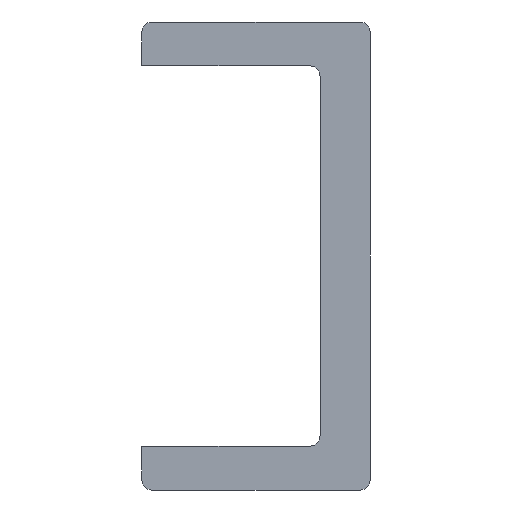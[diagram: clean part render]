
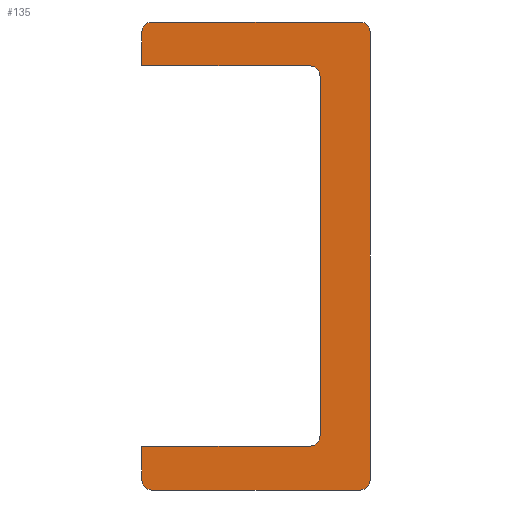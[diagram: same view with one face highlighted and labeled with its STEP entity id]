
A CAD part, front view. The second image highlights one B-rep face of the part: STEP entity #135.
In plain terms, the highlighted planar face has unit normal (0, -1, 0).
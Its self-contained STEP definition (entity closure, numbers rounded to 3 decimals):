
#135 = ADVANCED_FACE( '', ( #372 ), #373, .F. );
#372 = FACE_OUTER_BOUND( '', #861, .T. );
#373 = PLANE( '', #862 );
#861 = EDGE_LOOP( '', ( #1346, #1347, #1348, #1349, #1350, #1351, #1352, #1353, #1354, #1355, #1356, #1357, #1358, #1359 ) );
#862 = AXIS2_PLACEMENT_3D( '', #1360, #1361, #1362 );
#1346 = ORIENTED_EDGE( '', *, *, #2111, .F. );
#1347 = ORIENTED_EDGE( '', *, *, #2112, .T. );
#1348 = ORIENTED_EDGE( '', *, *, #2113, .F. );
#1349 = ORIENTED_EDGE( '', *, *, #2114, .T. );
#1350 = ORIENTED_EDGE( '', *, *, #2115, .F. );
#1351 = ORIENTED_EDGE( '', *, *, #2116, .F. );
#1352 = ORIENTED_EDGE( '', *, *, #2117, .F. );
#1353 = ORIENTED_EDGE( '', *, *, #2118, .F. );
#1354 = ORIENTED_EDGE( '', *, *, #2119, .F. );
#1355 = ORIENTED_EDGE( '', *, *, #2120, .F. );
#1356 = ORIENTED_EDGE( '', *, *, #2121, .F. );
#1357 = ORIENTED_EDGE( '', *, *, #2122, .T. );
#1358 = ORIENTED_EDGE( '', *, *, #2123, .F. );
#1359 = ORIENTED_EDGE( '', *, *, #2124, .T. );
#1360 = CARTESIAN_POINT( '', ( -10.5, 0., 21.5 ) );
#1361 = DIRECTION( '', ( 0., 1., 0. ) );
#1362 = DIRECTION( '', ( 0., 0., 1. ) );
#2111 = EDGE_CURVE( '', #2388, #2389, #2390, .T. );
#2112 = EDGE_CURVE( '', #2388, #2391, #2392, .F. );
#2113 = EDGE_CURVE( '', #2393, #2391, #2394, .T. );
#2114 = EDGE_CURVE( '', #2393, #2395, #2396, .F. );
#2115 = EDGE_CURVE( '', #2397, #2395, #2398, .T. );
#2116 = EDGE_CURVE( '', #2399, #2397, #2400, .T. );
#2117 = EDGE_CURVE( '', #2401, #2399, #2402, .T. );
#2118 = EDGE_CURVE( '', #2403, #2401, #2404, .T. );
#2119 = EDGE_CURVE( '', #2405, #2403, #2406, .T. );
#2120 = EDGE_CURVE( '', #2407, #2405, #2408, .T. );
#2121 = EDGE_CURVE( '', #2409, #2407, #2410, .T. );
#2122 = EDGE_CURVE( '', #2409, #2411, #2412, .F. );
#2123 = EDGE_CURVE( '', #2413, #2411, #2414, .T. );
#2124 = EDGE_CURVE( '', #2413, #2389, #2415, .F. );
#2388 = VERTEX_POINT( '', #2815 );
#2389 = VERTEX_POINT( '', #2816 );
#2390 = LINE( '', #2817, #2818 );
#2391 = VERTEX_POINT( '', #2819 );
#2392 = CIRCLE( '', #2820, 0.9 );
#2393 = VERTEX_POINT( '', #2821 );
#2394 = LINE( '', #2822, #2823 );
#2395 = VERTEX_POINT( '', #2824 );
#2396 = CIRCLE( '', #2825, 0.9 );
#2397 = VERTEX_POINT( '', #2826 );
#2398 = LINE( '', #2827, #2828 );
#2399 = VERTEX_POINT( '', #2829 );
#2400 = LINE( '', #2830, #2831 );
#2401 = VERTEX_POINT( '', #2832 );
#2402 = CIRCLE( '', #2833, 1. );
#2403 = VERTEX_POINT( '', #2834 );
#2404 = LINE( '', #2835, #2836 );
#2405 = VERTEX_POINT( '', #2837 );
#2406 = CIRCLE( '', #2838, 1. );
#2407 = VERTEX_POINT( '', #2839 );
#2408 = LINE( '', #2840, #2841 );
#2409 = VERTEX_POINT( '', #2842 );
#2410 = LINE( '', #2843, #2844 );
#2411 = VERTEX_POINT( '', #2845 );
#2412 = CIRCLE( '', #2846, 0.9 );
#2413 = VERTEX_POINT( '', #2847 );
#2414 = LINE( '', #2848, #2849 );
#2415 = CIRCLE( '', #2850, 0.9 );
#2815 = CARTESIAN_POINT( '', ( 10.5, 0., 20.6 ) );
#2816 = CARTESIAN_POINT( '', ( 10.5, 0., -20.6 ) );
#2817 = CARTESIAN_POINT( '', ( 10.5, 0., 21.5 ) );
#2818 = VECTOR( '', #3272, 1000. );
#2819 = CARTESIAN_POINT( '', ( 9.6, 0., 21.5 ) );
#2820 = AXIS2_PLACEMENT_3D( '', #3273, #3274, #3275 );
#2821 = CARTESIAN_POINT( '', ( -9.6, 0., 21.5 ) );
#2822 = CARTESIAN_POINT( '', ( -10.5, 0., 21.5 ) );
#2823 = VECTOR( '', #3276, 1000. );
#2824 = CARTESIAN_POINT( '', ( -10.5, 0., 20.6 ) );
#2825 = AXIS2_PLACEMENT_3D( '', #3277, #3278, #3279 );
#2826 = CARTESIAN_POINT( '', ( -10.5, 0., 17.5 ) );
#2827 = CARTESIAN_POINT( '', ( -10.5, 0., -21.5 ) );
#2828 = VECTOR( '', #3280, 1000. );
#2829 = CARTESIAN_POINT( '', ( 4.9, 0., 17.5 ) );
#2830 = CARTESIAN_POINT( '', ( 4.9, 0., 17.5 ) );
#2831 = VECTOR( '', #3281, 1000. );
#2832 = CARTESIAN_POINT( '', ( 5.9, 0., 16.5 ) );
#2833 = AXIS2_PLACEMENT_3D( '', #3282, #3283, #3284 );
#2834 = CARTESIAN_POINT( '', ( 5.9, 0., -16.5 ) );
#2835 = CARTESIAN_POINT( '', ( 5.9, 0., 16.5 ) );
#2836 = VECTOR( '', #3285, 1000. );
#2837 = CARTESIAN_POINT( '', ( 4.9, 0., -17.5 ) );
#2838 = AXIS2_PLACEMENT_3D( '', #3286, #3287, #3288 );
#2839 = CARTESIAN_POINT( '', ( -10.5, 0., -17.5 ) );
#2840 = CARTESIAN_POINT( '', ( 4.9, 0., -17.5 ) );
#2841 = VECTOR( '', #3289, 1000. );
#2842 = CARTESIAN_POINT( '', ( -10.5, 0., -20.6 ) );
#2843 = CARTESIAN_POINT( '', ( -10.5, 0., -21.5 ) );
#2844 = VECTOR( '', #3290, 1000. );
#2845 = CARTESIAN_POINT( '', ( -9.6, 0., -21.5 ) );
#2846 = AXIS2_PLACEMENT_3D( '', #3291, #3292, #3293 );
#2847 = CARTESIAN_POINT( '', ( 9.6, 0., -21.5 ) );
#2848 = CARTESIAN_POINT( '', ( 10.5, 0., -21.5 ) );
#2849 = VECTOR( '', #3294, 1000. );
#2850 = AXIS2_PLACEMENT_3D( '', #3295, #3296, #3297 );
#3272 = DIRECTION( '', ( 0., 0., -1. ) );
#3273 = CARTESIAN_POINT( '', ( 9.6, 0., 20.6 ) );
#3274 = DIRECTION( '', ( 0., 1., 0. ) );
#3275 = DIRECTION( '', ( 0., 0., 1. ) );
#3276 = DIRECTION( '', ( 1., 0., 0. ) );
#3277 = CARTESIAN_POINT( '', ( -9.6, 0., 20.6 ) );
#3278 = DIRECTION( '', ( 0., 1., 0. ) );
#3279 = DIRECTION( '', ( 0., 0., 1. ) );
#3280 = DIRECTION( '', ( 0., 0., 1. ) );
#3281 = DIRECTION( '', ( -1., 0., 0. ) );
#3282 = CARTESIAN_POINT( '', ( 4.9, 0., 16.5 ) );
#3283 = DIRECTION( '', ( 0., -1., 0. ) );
#3284 = DIRECTION( '', ( -1., 0., 0. ) );
#3285 = DIRECTION( '', ( 0., 0., 1. ) );
#3286 = CARTESIAN_POINT( '', ( 4.9, 0., -16.5 ) );
#3287 = DIRECTION( '', ( 0., -1., 0. ) );
#3288 = DIRECTION( '', ( -1., 0., 0. ) );
#3289 = DIRECTION( '', ( 1., 0., 0. ) );
#3290 = DIRECTION( '', ( 0., 0., 1. ) );
#3291 = CARTESIAN_POINT( '', ( -9.6, 0., -20.6 ) );
#3292 = DIRECTION( '', ( 0., 1., 0. ) );
#3293 = DIRECTION( '', ( 0., 0., 1. ) );
#3294 = DIRECTION( '', ( -1., 0., 0. ) );
#3295 = CARTESIAN_POINT( '', ( 9.6, 0., -20.6 ) );
#3296 = DIRECTION( '', ( 0., 1., 0. ) );
#3297 = DIRECTION( '', ( 0., 0., 1. ) );
